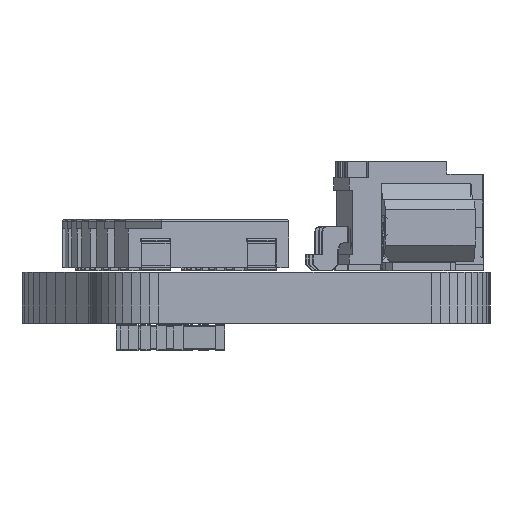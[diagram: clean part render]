
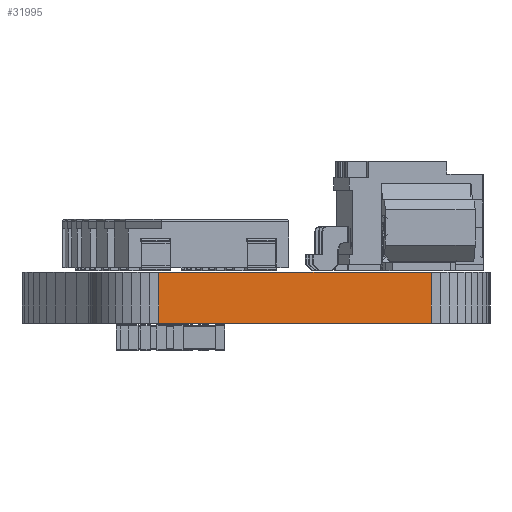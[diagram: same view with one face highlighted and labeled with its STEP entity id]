
A CAD part, left-side view. The second image highlights one B-rep face of the part: STEP entity #31995.
In plain terms, the highlighted planar face has unit normal (-0.996, -0.087, 0).
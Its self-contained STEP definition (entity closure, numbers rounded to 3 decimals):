
#25365 = PLANE('',#25366);
#25366 = AXIS2_PLACEMENT_3D('',#25367,#25368,#25369);
#25367 = CARTESIAN_POINT('',(49.944,8.934,1.58));
#25368 = DIRECTION('',(-0.,-0.,-1.));
#25369 = DIRECTION('',(-1.,0.,0.));
#25419 = PLANE('',#25420);
#25420 = AXIS2_PLACEMENT_3D('',#25421,#25422,#25423);
#25421 = CARTESIAN_POINT('',(49.944,8.934,0.));
#25422 = DIRECTION('',(-0.,-0.,-1.));
#25423 = DIRECTION('',(-1.,0.,0.));
#27768 = VERTEX_POINT('',#27769);
#27769 = CARTESIAN_POINT('',(0.739,1.807,0.));
#27783 = PLANE('',#27784);
#27784 = AXIS2_PLACEMENT_3D('',#27785,#27786,#27787);
#27785 = CARTESIAN_POINT('',(0.784,1.526,0.));
#27786 = DIRECTION('',(-0.988,-0.158,0.));
#27787 = DIRECTION('',(-0.158,0.988,0.));
#27795 = EDGE_CURVE('',#27768,#27796,#27798,.T.);
#27796 = VERTEX_POINT('',#27797);
#27797 = CARTESIAN_POINT('',(0.,10.275,0.));
#27798 = SURFACE_CURVE('',#27799,(#27803,#27810),.PCURVE_S1.);
#27799 = LINE('',#27800,#27801);
#27800 = CARTESIAN_POINT('',(0.739,1.807,0.));
#27801 = VECTOR('',#27802,1.);
#27802 = DIRECTION('',(-0.087,0.996,0.));
#27803 = PCURVE('',#25419,#27804);
#27804 = DEFINITIONAL_REPRESENTATION('',(#27805),#27809);
#27805 = LINE('',#27806,#27807);
#27806 = CARTESIAN_POINT('',(49.205,-7.127));
#27807 = VECTOR('',#27808,1.);
#27808 = DIRECTION('',(0.087,0.996));
#27809 = ( GEOMETRIC_REPRESENTATION_CONTEXT(2) 
PARAMETRIC_REPRESENTATION_CONTEXT() REPRESENTATION_CONTEXT('2D SPACE',''
  ) );
#27810 = PCURVE('',#27811,#27816);
#27811 = PLANE('',#27812);
#27812 = AXIS2_PLACEMENT_3D('',#27813,#27814,#27815);
#27813 = CARTESIAN_POINT('',(0.739,1.807,0.));
#27814 = DIRECTION('',(-0.996,-0.087,0.));
#27815 = DIRECTION('',(-0.087,0.996,0.));
#27816 = DEFINITIONAL_REPRESENTATION('',(#27817),#27821);
#27817 = LINE('',#27818,#27819);
#27818 = CARTESIAN_POINT('',(0.,0.));
#27819 = VECTOR('',#27820,1.);
#27820 = DIRECTION('',(1.,0.));
#27821 = ( GEOMETRIC_REPRESENTATION_CONTEXT(2) 
PARAMETRIC_REPRESENTATION_CONTEXT() REPRESENTATION_CONTEXT('2D SPACE',''
  ) );
#27839 = PLANE('',#27840);
#27840 = AXIS2_PLACEMENT_3D('',#27841,#27842,#27843);
#27841 = CARTESIAN_POINT('',(0.,10.275,0.));
#27842 = DIRECTION('',(-1.,-0.015,0.));
#27843 = DIRECTION('',(-0.015,1.,0.));
#30275 = VERTEX_POINT('',#30276);
#30276 = CARTESIAN_POINT('',(0.739,1.807,1.58));
#30297 = EDGE_CURVE('',#30275,#30298,#30300,.T.);
#30298 = VERTEX_POINT('',#30299);
#30299 = CARTESIAN_POINT('',(0.,10.275,1.58));
#30300 = SURFACE_CURVE('',#30301,(#30305,#30312),.PCURVE_S1.);
#30301 = LINE('',#30302,#30303);
#30302 = CARTESIAN_POINT('',(0.739,1.807,1.58));
#30303 = VECTOR('',#30304,1.);
#30304 = DIRECTION('',(-0.087,0.996,0.));
#30305 = PCURVE('',#25365,#30306);
#30306 = DEFINITIONAL_REPRESENTATION('',(#30307),#30311);
#30307 = LINE('',#30308,#30309);
#30308 = CARTESIAN_POINT('',(49.205,-7.127));
#30309 = VECTOR('',#30310,1.);
#30310 = DIRECTION('',(0.087,0.996));
#30311 = ( GEOMETRIC_REPRESENTATION_CONTEXT(2) 
PARAMETRIC_REPRESENTATION_CONTEXT() REPRESENTATION_CONTEXT('2D SPACE',''
  ) );
#30312 = PCURVE('',#27811,#30313);
#30313 = DEFINITIONAL_REPRESENTATION('',(#30314),#30318);
#30314 = LINE('',#30315,#30316);
#30315 = CARTESIAN_POINT('',(0.,-1.58));
#30316 = VECTOR('',#30317,1.);
#30317 = DIRECTION('',(1.,0.));
#30318 = ( GEOMETRIC_REPRESENTATION_CONTEXT(2) 
PARAMETRIC_REPRESENTATION_CONTEXT() REPRESENTATION_CONTEXT('2D SPACE',''
  ) );
#31945 = EDGE_CURVE('',#27796,#30298,#31946,.T.);
#31946 = SURFACE_CURVE('',#31947,(#31951,#31958),.PCURVE_S1.);
#31947 = LINE('',#31948,#31949);
#31948 = CARTESIAN_POINT('',(0.,10.275,0.));
#31949 = VECTOR('',#31950,1.);
#31950 = DIRECTION('',(0.,0.,1.));
#31951 = PCURVE('',#27839,#31952);
#31952 = DEFINITIONAL_REPRESENTATION('',(#31953),#31957);
#31953 = LINE('',#31954,#31955);
#31954 = CARTESIAN_POINT('',(0.,0.));
#31955 = VECTOR('',#31956,1.);
#31956 = DIRECTION('',(0.,-1.));
#31957 = ( GEOMETRIC_REPRESENTATION_CONTEXT(2) 
PARAMETRIC_REPRESENTATION_CONTEXT() REPRESENTATION_CONTEXT('2D SPACE',''
  ) );
#31958 = PCURVE('',#27811,#31959);
#31959 = DEFINITIONAL_REPRESENTATION('',(#31960),#31964);
#31960 = LINE('',#31961,#31962);
#31961 = CARTESIAN_POINT('',(8.5,0.));
#31962 = VECTOR('',#31963,1.);
#31963 = DIRECTION('',(0.,-1.));
#31964 = ( GEOMETRIC_REPRESENTATION_CONTEXT(2) 
PARAMETRIC_REPRESENTATION_CONTEXT() REPRESENTATION_CONTEXT('2D SPACE',''
  ) );
#31995 = ADVANCED_FACE('',(#31996),#27811,.T.);
#31996 = FACE_BOUND('',#31997,.T.);
#31997 = EDGE_LOOP('',(#31998,#32019,#32020,#32021));
#31998 = ORIENTED_EDGE('',*,*,#31999,.T.);
#31999 = EDGE_CURVE('',#27768,#30275,#32000,.T.);
#32000 = SURFACE_CURVE('',#32001,(#32005,#32012),.PCURVE_S1.);
#32001 = LINE('',#32002,#32003);
#32002 = CARTESIAN_POINT('',(0.739,1.807,0.));
#32003 = VECTOR('',#32004,1.);
#32004 = DIRECTION('',(0.,0.,1.));
#32005 = PCURVE('',#27811,#32006);
#32006 = DEFINITIONAL_REPRESENTATION('',(#32007),#32011);
#32007 = LINE('',#32008,#32009);
#32008 = CARTESIAN_POINT('',(0.,0.));
#32009 = VECTOR('',#32010,1.);
#32010 = DIRECTION('',(0.,-1.));
#32011 = ( GEOMETRIC_REPRESENTATION_CONTEXT(2) 
PARAMETRIC_REPRESENTATION_CONTEXT() REPRESENTATION_CONTEXT('2D SPACE',''
  ) );
#32012 = PCURVE('',#27783,#32013);
#32013 = DEFINITIONAL_REPRESENTATION('',(#32014),#32018);
#32014 = LINE('',#32015,#32016);
#32015 = CARTESIAN_POINT('',(0.285,0.));
#32016 = VECTOR('',#32017,1.);
#32017 = DIRECTION('',(0.,-1.));
#32018 = ( GEOMETRIC_REPRESENTATION_CONTEXT(2) 
PARAMETRIC_REPRESENTATION_CONTEXT() REPRESENTATION_CONTEXT('2D SPACE',''
  ) );
#32019 = ORIENTED_EDGE('',*,*,#30297,.T.);
#32020 = ORIENTED_EDGE('',*,*,#31945,.F.);
#32021 = ORIENTED_EDGE('',*,*,#27795,.F.);
